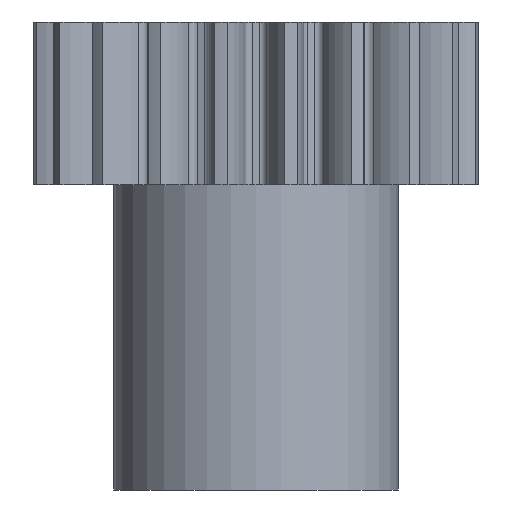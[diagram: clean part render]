
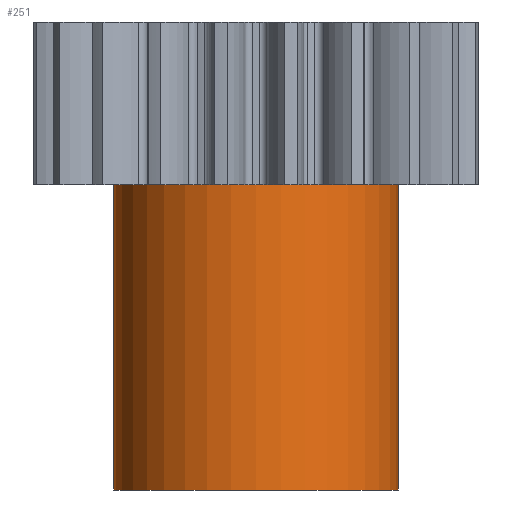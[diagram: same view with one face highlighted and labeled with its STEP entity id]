
A CAD part, front view. The second image highlights one B-rep face of the part: STEP entity #251.
In plain terms, the highlighted cylindrical face has radius 14 mm (diameter 28 mm), a partial arc.
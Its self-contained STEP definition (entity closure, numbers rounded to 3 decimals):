
#242 = ORIENTED_EDGE ( 'NONE', *, *, #4944, .F. ) ;
#250 = ORIENTED_EDGE ( 'NONE', *, *, #252, .T. ) ;
#251 = ADVANCED_FACE ( 'NONE', ( #2629 ), #2595, .T. ) ;
#252 = EDGE_CURVE ( 'NONE', #4926, #4935, #2630, .T. ) ;
#253 = ORIENTED_EDGE ( 'NONE', *, *, #4674, .T. ) ;
#483 = EDGE_LOOP ( 'NONE', ( #242, #250, #253, #496 ) ) ;
#496 = ORIENTED_EDGE ( 'NONE', *, *, #1708, .F. ) ;
#752 = DIRECTION ( 'NONE',  ( 0., 0., 1. ) ) ;
#753 = VECTOR ( 'NONE', #752, 1000. ) ;
#754 = CARTESIAN_POINT ( 'NONE',  ( -14., 0., -30. ) ) ;
#755 = LINE ( 'NONE', #754, #753 ) ;
#936 = CARTESIAN_POINT ( 'NONE',  ( -14., 0., -30. ) ) ;
#938 = CARTESIAN_POINT ( 'NONE',  ( -14., 0., 0. ) ) ;
#956 = CARTESIAN_POINT ( 'NONE',  ( 14., 0., -30. ) ) ;
#1158 = DIRECTION ( 'NONE',  ( 0., 0., 1. ) ) ;
#1159 = VECTOR ( 'NONE', #1158, 1000. ) ;
#1160 = CARTESIAN_POINT ( 'NONE',  ( 14., 0., -30. ) ) ;
#1171 = LINE ( 'NONE', #1160, #1159 ) ;
#1183 = CARTESIAN_POINT ( 'NONE',  ( 14., 0., 0. ) ) ;
#1708 = EDGE_CURVE ( 'NONE', #4928, #4671, #3830, .T. ) ;
#2595 = CYLINDRICAL_SURFACE ( 'NONE', #2633, 14. ) ;
#2623 = DIRECTION ( 'NONE',  ( 1., 0., 0. ) ) ;
#2624 = DIRECTION ( 'NONE',  ( 0., 0., 1. ) ) ;
#2625 = AXIS2_PLACEMENT_3D ( 'NONE', #2639, #2624, #2623 ) ;
#2627 = DIRECTION ( 'NONE',  ( 1., 0., 0. ) ) ;
#2628 = DIRECTION ( 'NONE',  ( 0., 0., 1. ) ) ;
#2629 = FACE_OUTER_BOUND ( 'NONE', #483, .T. ) ;
#2630 = CIRCLE ( 'NONE', #2625, 14. ) ;
#2631 = CARTESIAN_POINT ( 'NONE',  ( 0., 0., -30. ) ) ;
#2633 = AXIS2_PLACEMENT_3D ( 'NONE', #2631, #2628, #2627 ) ;
#2639 = CARTESIAN_POINT ( 'NONE',  ( 0., 0., -30. ) ) ;
#3817 = DIRECTION ( 'NONE',  ( 1., 0., 0. ) ) ;
#3818 = DIRECTION ( 'NONE',  ( 0., 0., 1. ) ) ;
#3819 = AXIS2_PLACEMENT_3D ( 'NONE', #3824, #3818, #3817 ) ;
#3824 = CARTESIAN_POINT ( 'NONE',  ( 0., 0., 0. ) ) ;
#3830 = CIRCLE ( 'NONE', #3819, 14. ) ;
#4671 = VERTEX_POINT ( 'NONE', #1183 ) ;
#4674 = EDGE_CURVE ( 'NONE', #4935, #4671, #1171, .T. ) ;
#4926 = VERTEX_POINT ( 'NONE', #936 ) ;
#4928 = VERTEX_POINT ( 'NONE', #938 ) ;
#4935 = VERTEX_POINT ( 'NONE', #956 ) ;
#4944 = EDGE_CURVE ( 'NONE', #4926, #4928, #755, .T. ) ;
